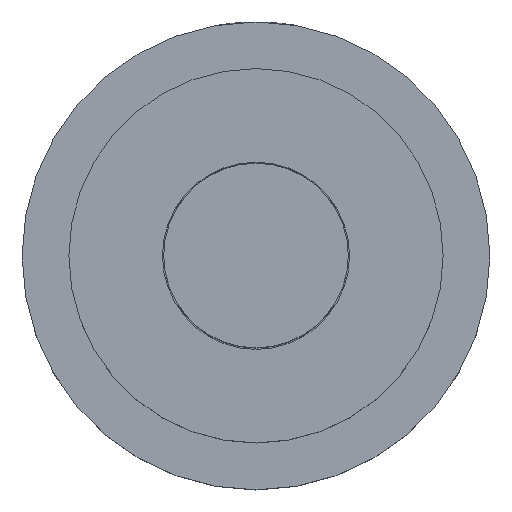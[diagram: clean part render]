
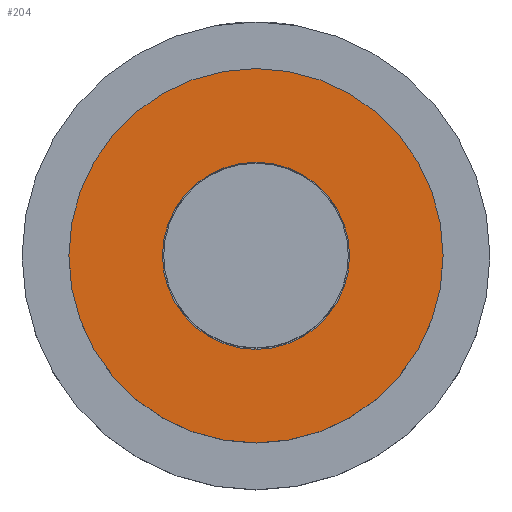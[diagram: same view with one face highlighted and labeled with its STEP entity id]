
A CAD part, top view. The second image highlights one B-rep face of the part: STEP entity #204.
In plain terms, the highlighted planar face has unit normal (0, 0, 1).
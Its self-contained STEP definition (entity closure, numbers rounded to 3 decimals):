
#30=PLANE('',#253);
#36=FACE_BOUND('',#66,.T.);
#50=FACE_OUTER_BOUND('',#65,.T.);
#65=EDGE_LOOP('',(#172));
#66=EDGE_LOOP('',(#173));
#91=CIRCLE('',#239,15.);
#97=CIRCLE('',#251,30.);
#103=VERTEX_POINT('',#340);
#113=VERTEX_POINT('',#441);
#119=EDGE_CURVE('',#103,#103,#91,.T.);
#134=EDGE_CURVE('',#113,#113,#97,.T.);
#172=ORIENTED_EDGE('',*,*,#134,.T.);
#173=ORIENTED_EDGE('',*,*,#119,.T.);
#204=ADVANCED_FACE('',(#50,#36),#30,.T.);
#239=AXIS2_PLACEMENT_3D('',#341,#273,#274);
#251=AXIS2_PLACEMENT_3D('',#442,#302,#303);
#253=AXIS2_PLACEMENT_3D('',#446,#307,#308);
#273=DIRECTION('center_axis',(0.,0.,-1.));
#274=DIRECTION('ref_axis',(-1.,0.,0.));
#302=DIRECTION('center_axis',(0.,0.,1.));
#303=DIRECTION('ref_axis',(1.,0.,0.));
#307=DIRECTION('center_axis',(0.,0.,1.));
#308=DIRECTION('ref_axis',(1.,0.,0.));
#340=CARTESIAN_POINT('',(15.,0.,26.));
#341=CARTESIAN_POINT('Origin',(0.,0.,26.));
#441=CARTESIAN_POINT('',(-30.,0.,26.));
#442=CARTESIAN_POINT('Origin',(0.,0.,26.));
#446=CARTESIAN_POINT('Origin',(0.,0.,26.));
